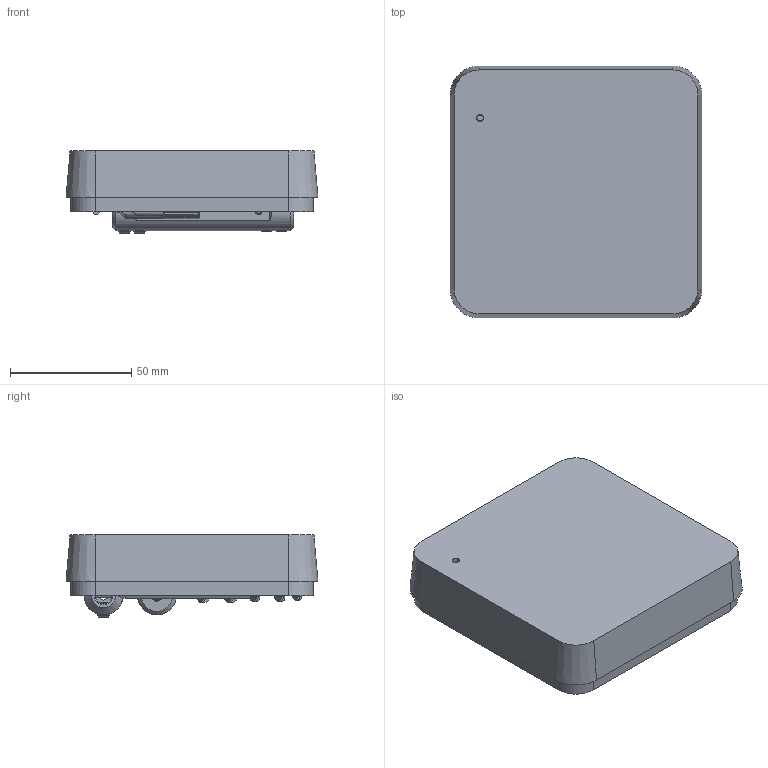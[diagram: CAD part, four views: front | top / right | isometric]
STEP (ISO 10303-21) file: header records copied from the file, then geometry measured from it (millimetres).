
FILE_DESCRIPTION (( 'STEP AP203' ), '1' );
FILE_NAME ('SET.2-LINKS.step', '2024-05-07T08:08:59', ( '' ), ( '' ), 'SwSTEP 2.0', 'SolidWorks 2022', '' );
FILE_SCHEMA (( 'CONFIG_CONTROL_DESIGN' ));
Length unit declared in the file: millimetre
Products named in the file (14): L005.0150-20; L005.0200-20; A.ZST004; VP00000079; A.GST004; 111.645; L004.0100-16; 645.0016-D_.0012-D; L006.0150-22; 676.0016-D_montiert; SET.2-LINKS; 645.0016-D_montiert; 676.0016-D_.0012-D; L006.0200-22
Assembly tree (23 placements, depth 3):
  SET.2-LINKS
    VP00000079
    676.0016-D_montiert
      676.0016-D_.0012-D
      A.ZST004  x2
      A.GST004  x4
    645.0016-D_montiert
      645.0016-D_.0012-D
      A.ZST004  x2
      A.GST004  x4
    111.645
    L006.0200-22
    L006.0150-22
    L005.0200-20
    L005.0150-20
    L004.0100-16
Bounding box: 104 x 104 x 33.85 mm (x, y, z)
Volume: 232505.7 mm3; surface area: 55012.4 mm2
Topology: 21 solids, 21 shells, 516 faces, 1290 edges, 821 vertices
Faces by surface type: plane 322, cylinder 124, cone 49, sphere 8, bspline 8, torus 5
Full cylindrical faces by diameter (mm): 2 x12, 2.9 x1, 3.7 x2, 4 x1, 4.2 x8, 5 x9, 6 x1, 7 x1, 16 x2
Entity records: 14546 total; most frequent: CARTESIAN_POINT 3968, ORIENTED_EDGE 1852, DIRECTION 1684, EDGE_CURVE 926, VECTOR 658, LINE 658, VERTEX_POINT 628, AXIS2_PLACEMENT_3D 513
